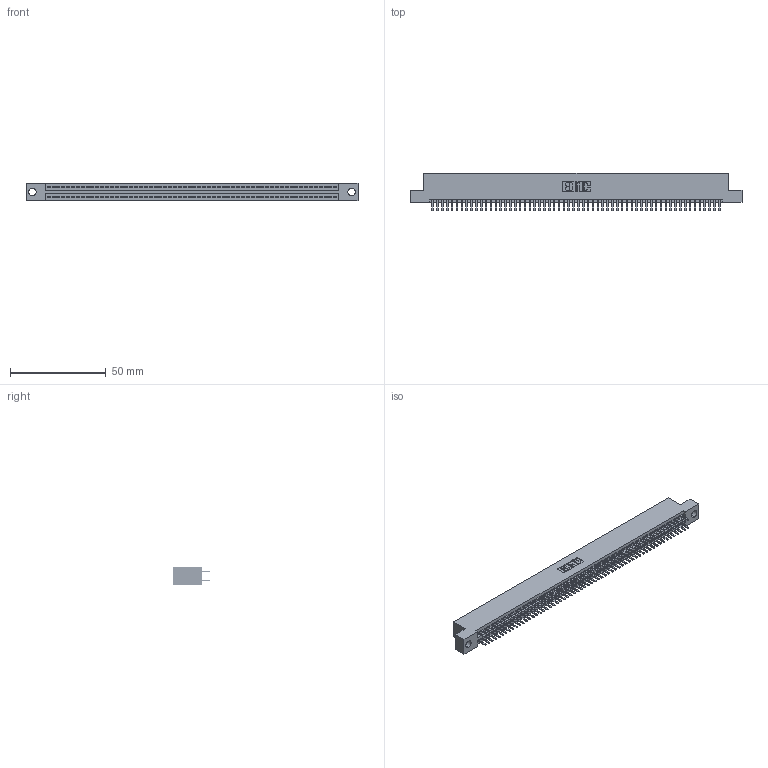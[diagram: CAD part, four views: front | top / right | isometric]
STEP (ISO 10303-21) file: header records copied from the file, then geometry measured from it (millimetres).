
FILE_DESCRIPTION (( 'STEP AP203' ), '1' );
FILE_NAME ('845-120-520-204.STEP', '2018-11-21T01:01:56', ( '' ), ( '' ), 'SwSTEP 2.0', 'SolidWorks 2016', '' );
FILE_SCHEMA (( 'CONFIG_CONTROL_DESIGN' ));
Length unit declared in the file: inch
Products named in the file (3): 845-120-520-204; 845 Part_Flush Mounting Lugs - 0.156 Dia-TH; 345-292-001_345-293-120
Assembly tree (121 placements, depth 2):
  845-120-520-204
    845 Part_Flush Mounting Lugs - 0.156 Dia-TH
    345-292-001_345-293-120  x120
Bounding box: 173.61 x 19.68 x 9.4 mm (x, y, z)
Volume: 16891 mm3; surface area: 25019.4 mm2
Topology: 121 solids, 121 shells, 6606 faces, 19181 edges, 12466 vertices
Faces by surface type: plane 4280, cylinder 2326
Entity records: 44771 total; most frequent: CARTESIAN_POINT 7500, ORIENTED_EDGE 7422, DIRECTION 6579, EDGE_CURVE 3711, VECTOR 3335, LINE 3335, VERTEX_POINT 2470, AXIS2_PLACEMENT_3D 1622
